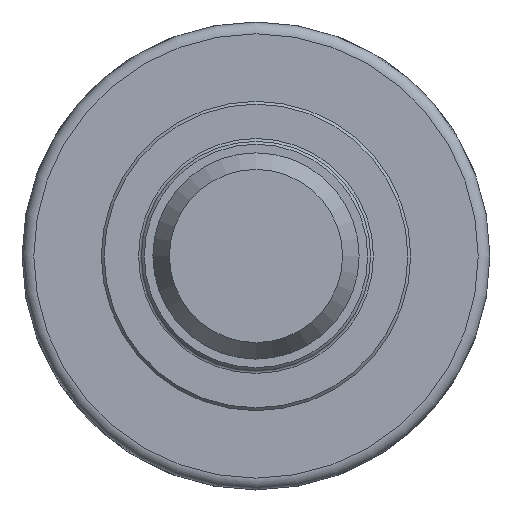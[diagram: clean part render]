
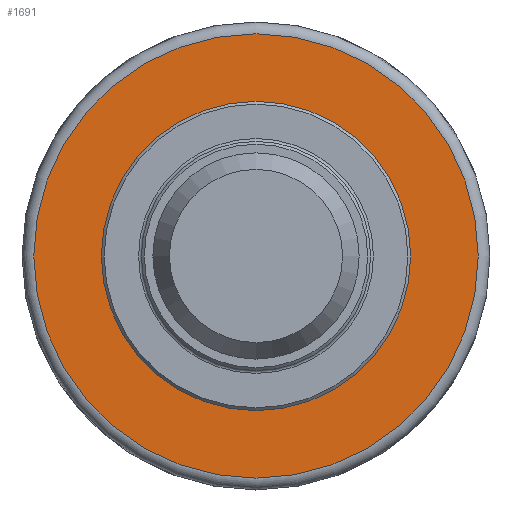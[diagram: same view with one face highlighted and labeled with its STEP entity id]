
A CAD part, left-side view. The second image highlights one B-rep face of the part: STEP entity #1691.
In plain terms, the highlighted planar face has unit normal (-1, 0, 0).
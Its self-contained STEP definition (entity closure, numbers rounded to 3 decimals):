
#37=FACE_BOUND('',#244,.T.);
#72=PLANE('',#1840);
#146=FACE_OUTER_BOUND('',#243,.T.);
#243=EDGE_LOOP('',(#1263,#1264));
#244=EDGE_LOOP('',(#1265));
#603=CIRCLE('',#1837,26.);
#606=CIRCLE('',#1841,38.785);
#607=CIRCLE('',#1842,38.785);
#743=VERTEX_POINT('',#2713);
#746=VERTEX_POINT('',#2721);
#747=VERTEX_POINT('',#2722);
#940=EDGE_CURVE('',#743,#743,#603,.T.);
#944=EDGE_CURVE('',#746,#747,#606,.T.);
#945=EDGE_CURVE('',#747,#746,#607,.T.);
#1263=ORIENTED_EDGE('',*,*,#944,.F.);
#1264=ORIENTED_EDGE('',*,*,#945,.F.);
#1265=ORIENTED_EDGE('',*,*,#940,.T.);
#1691=ADVANCED_FACE('',(#146,#37),#72,.T.);
#1837=AXIS2_PLACEMENT_3D('',#2714,#2162,#2163);
#1840=AXIS2_PLACEMENT_3D('',#2720,#2169,#2170);
#1841=AXIS2_PLACEMENT_3D('',#2723,#2171,#2172);
#1842=AXIS2_PLACEMENT_3D('',#2724,#2173,#2174);
#2162=DIRECTION('center_axis',(1.,0.,0.));
#2163=DIRECTION('ref_axis',(0.,1.,0.));
#2169=DIRECTION('center_axis',(-1.,0.,0.));
#2170=DIRECTION('ref_axis',(0.,0.,
-1.));
#2171=DIRECTION('center_axis',(1.,0.,0.));
#2172=DIRECTION('ref_axis',(0.,1.,0.));
#2173=DIRECTION('center_axis',(1.,0.,0.));
#2174=DIRECTION('ref_axis',(0.,1.,0.));
#2713=CARTESIAN_POINT('',(20.5,-26.,0.));
#2714=CARTESIAN_POINT('Origin',(20.5,0.,0.));
#2720=CARTESIAN_POINT('Origin',(20.5,-35.078,0.));
#2721=CARTESIAN_POINT('',(20.5,-38.785,0.));
#2722=CARTESIAN_POINT('',(20.5,0.,-38.785));
#2723=CARTESIAN_POINT('Origin',(20.5,0.,0.));
#2724=CARTESIAN_POINT('Origin',(20.5,0.,0.));
